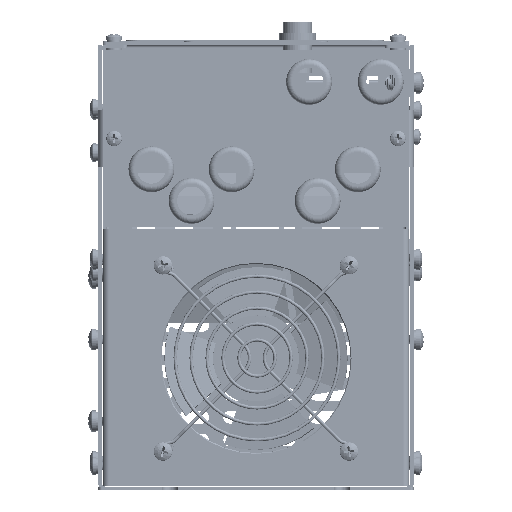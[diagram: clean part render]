
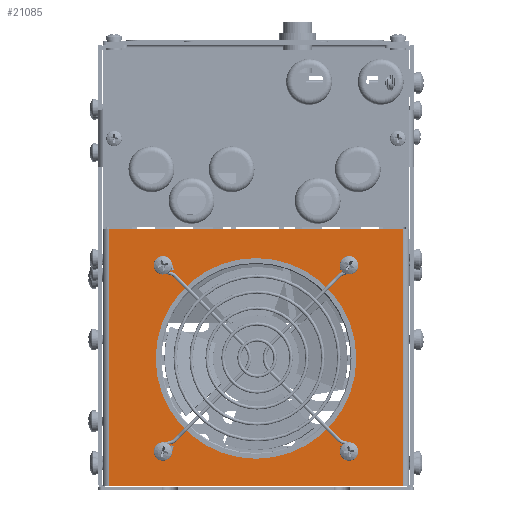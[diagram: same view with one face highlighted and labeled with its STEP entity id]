
A CAD part, left-side view. The second image highlights one B-rep face of the part: STEP entity #21085.
In plain terms, the highlighted face is planar.
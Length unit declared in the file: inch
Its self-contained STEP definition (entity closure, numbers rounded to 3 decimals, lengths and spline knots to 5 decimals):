
#2834 = CARTESIAN_POINT ( 'NONE',  ( 1.14773, 0.60098, 0. ) ) ;
#2893 = EDGE_CURVE ( 'NONE', #78762, #153273, #100506, .T. ) ;
#4643 = DIRECTION ( 'NONE',  ( -1., 0., 0. ) ) ;
#6882 = VERTEX_POINT ( 'NONE', #149466 ) ;
#8937 = ORIENTED_EDGE ( 'NONE', *, *, #87892, .F. ) ;
#9143 = VECTOR ( 'NONE', #90475, 39.37008 ) ;
#9437 = ORIENTED_EDGE ( 'NONE', *, *, #134090, .F. ) ;
#10877 = DIRECTION ( 'NONE',  ( 0., 0., 1. ) ) ;
#11818 = VERTEX_POINT ( 'NONE', #34759 ) ;
#14699 = CIRCLE ( 'NONE', #20462, 0.09675 ) ;
#16165 = CARTESIAN_POINT ( 'NONE',  ( 0.12, 4.475, 0. ) ) ;
#17171 = ORIENTED_EDGE ( 'NONE', *, *, #39545, .T. ) ;
#18203 = VERTEX_POINT ( 'NONE', #162831 ) ;
#19137 = CARTESIAN_POINT ( 'NONE',  ( 4.39577, 3.84902, 0. ) ) ;
#20037 = DIRECTION ( 'NONE',  ( 0., 0., 1. ) ) ;
#20462 = AXIS2_PLACEMENT_3D ( 'NONE', #51558, #118362, #172717 ) ;
#20701 = CIRCLE ( 'NONE', #71901, 1.75 ) ;
#21085 = ADVANCED_FACE ( 'NONE', ( #126673, #85718, #67283, #27234, #28099, #122480 ), #95809, .F. ) ;
#22521 = CIRCLE ( 'NONE', #39721, 0.09675 ) ;
#23643 = LINE ( 'NONE', #91354, #94493 ) ;
#26582 = CARTESIAN_POINT ( 'NONE',  ( 2.675, 2.225, 0. ) ) ;
#26878 = CARTESIAN_POINT ( 'NONE',  ( 4.20227, 0.60098, 0. ) ) ;
#26968 = LINE ( 'NONE', #138195, #136179 ) ;
#27234 = FACE_BOUND ( 'NONE', #68398, .T. ) ;
#27435 = DIRECTION ( 'NONE',  ( 1., 0., 0. ) ) ;
#28099 = FACE_BOUND ( 'NONE', #126837, .T. ) ;
#32243 = EDGE_CURVE ( 'NONE', #35983, #109757, #43311, .T. ) ;
#34759 = CARTESIAN_POINT ( 'NONE',  ( 0.95423, 3.84902, 0. ) ) ;
#35819 = ORIENTED_EDGE ( 'NONE', *, *, #75586, .F. ) ;
#35983 = VERTEX_POINT ( 'NONE', #100763 ) ;
#37723 = CARTESIAN_POINT ( 'NONE',  ( 0.95423, 0.60098, 0. ) ) ;
#39545 = EDGE_CURVE ( 'NONE', #6882, #18203, #23643, .T. ) ;
#39579 = EDGE_CURVE ( 'NONE', #65328, #6882, #50371, .T. ) ;
#39721 = AXIS2_PLACEMENT_3D ( 'NONE', #133770, #49284, #89387 ) ;
#40781 = CARTESIAN_POINT ( 'NONE',  ( 1.05098, 0.60098, 0. ) ) ;
#43311 = CIRCLE ( 'NONE', #134318, 0.09675 ) ;
#43861 = VERTEX_POINT ( 'NONE', #2834 ) ;
#48006 = CIRCLE ( 'NONE', #147524, 0.09675 ) ;
#49284 = DIRECTION ( 'NONE',  ( 0., 0., 1. ) ) ;
#50371 = LINE ( 'NONE', #147386, #9143 ) ;
#51558 = CARTESIAN_POINT ( 'NONE',  ( 4.29902, 3.84902, 0. ) ) ;
#51898 = DIRECTION ( 'NONE',  ( 1., 0., 0. ) ) ;
#53938 = DIRECTION ( 'NONE',  ( 0., 0., -1. ) ) ;
#55815 = EDGE_LOOP ( 'NONE', ( #8937, #69526 ) ) ;
#56242 = ORIENTED_EDGE ( 'NONE', *, *, #157017, .F. ) ;
#61469 = VECTOR ( 'NONE', #104083, 39.37008 ) ;
#65172 = CIRCLE ( 'NONE', #99413, 0.09675 ) ;
#65328 = VERTEX_POINT ( 'NONE', #93128 ) ;
#66360 = CARTESIAN_POINT ( 'NONE',  ( 4.425, 2.225, 0. ) ) ;
#67283 = FACE_BOUND ( 'NONE', #55815, .T. ) ;
#68398 = EDGE_LOOP ( 'NONE', ( #56242, #9437 ) ) ;
#69526 = ORIENTED_EDGE ( 'NONE', *, *, #2893, .F. ) ;
#70357 = CIRCLE ( 'NONE', #130136, 1.75 ) ;
#71901 = AXIS2_PLACEMENT_3D ( 'NONE', #26582, #80896, #27435 ) ;
#75586 = EDGE_CURVE ( 'NONE', #131766, #138898, #20701, .T. ) ;
#78762 = VERTEX_POINT ( 'NONE', #26878 ) ;
#79520 = ORIENTED_EDGE ( 'NONE', *, *, #153224, .F. ) ;
#80896 = DIRECTION ( 'NONE',  ( 0., 0., 1. ) ) ;
#83602 = AXIS2_PLACEMENT_3D ( 'NONE', #169829, #129710, #114600 ) ;
#85326 = CARTESIAN_POINT ( 'NONE',  ( 1.05098, 3.84902, 0. ) ) ;
#85718 = FACE_BOUND ( 'NONE', #154424, .T. ) ;
#87742 = DIRECTION ( 'NONE',  ( 0., 0., 1. ) ) ;
#87892 = EDGE_CURVE ( 'NONE', #153273, #78762, #22521, .T. ) ;
#89254 = AXIS2_PLACEMENT_3D ( 'NONE', #135840, #53938, #4643 ) ;
#89387 = DIRECTION ( 'NONE',  ( 1., 0., 0. ) ) ;
#90475 = DIRECTION ( 'NONE',  ( 1., 0., 0. ) ) ;
#90514 = DIRECTION ( 'NONE',  ( 1., 0., 0. ) ) ;
#91354 = CARTESIAN_POINT ( 'NONE',  ( 5.23, 0., 0. ) ) ;
#92004 = ORIENTED_EDGE ( 'NONE', *, *, #123278, .F. ) ;
#93128 = CARTESIAN_POINT ( 'NONE',  ( 0.12, 0., 0. ) ) ;
#93342 = DIRECTION ( 'NONE',  ( 1., 0., 0. ) ) ;
#94493 = VECTOR ( 'NONE', #131423, 39.37008 ) ;
#94963 = EDGE_CURVE ( 'NONE', #116948, #65328, #139078, .T. ) ;
#95809 = PLANE ( 'NONE',  #89254 ) ;
#96396 = DIRECTION ( 'NONE',  ( -1., 0., 0. ) ) ;
#98480 = DIRECTION ( 'NONE',  ( 1., 0., 0. ) ) ;
#98740 = EDGE_CURVE ( 'NONE', #18203, #116948, #26968, .T. ) ;
#99413 = AXIS2_PLACEMENT_3D ( 'NONE', #110961, #20037, #98480 ) ;
#100506 = CIRCLE ( 'NONE', #111898, 0.09675 ) ;
#100763 = CARTESIAN_POINT ( 'NONE',  ( 4.20227, 3.84902, 0. ) ) ;
#103057 = CARTESIAN_POINT ( 'NONE',  ( 1.14773, 3.84902, 0. ) ) ;
#104083 = DIRECTION ( 'NONE',  ( 0., -1., 0. ) ) ;
#104467 = CARTESIAN_POINT ( 'NONE',  ( 4.29902, 0.60098, 0. ) ) ;
#105395 = ORIENTED_EDGE ( 'NONE', *, *, #98740, .T. ) ;
#106148 = ORIENTED_EDGE ( 'NONE', *, *, #39579, .T. ) ;
#106398 = CIRCLE ( 'NONE', #83602, 0.09675 ) ;
#106599 = ORIENTED_EDGE ( 'NONE', *, *, #174061, .F. ) ;
#107918 = VERTEX_POINT ( 'NONE', #103057 ) ;
#109757 = VERTEX_POINT ( 'NONE', #19137 ) ;
#110961 = CARTESIAN_POINT ( 'NONE',  ( 1.05098, 3.84902, 0. ) ) ;
#111898 = AXIS2_PLACEMENT_3D ( 'NONE', #104467, #10877, #51898 ) ;
#112933 = DIRECTION ( 'NONE',  ( 1., 0., 0. ) ) ;
#114464 = CARTESIAN_POINT ( 'NONE',  ( 2.675, 2.225, 0. ) ) ;
#114600 = DIRECTION ( 'NONE',  ( 1., 0., 0. ) ) ;
#115841 = ORIENTED_EDGE ( 'NONE', *, *, #151273, .F. ) ;
#116853 = CIRCLE ( 'NONE', #156671, 0.09675 ) ;
#116948 = VERTEX_POINT ( 'NONE', #16165 ) ;
#118362 = DIRECTION ( 'NONE',  ( 0., 0., 1. ) ) ;
#122480 = FACE_OUTER_BOUND ( 'NONE', #124156, .T. ) ;
#123278 = EDGE_CURVE ( 'NONE', #11818, #107918, #65172, .T. ) ;
#124156 = EDGE_LOOP ( 'NONE', ( #172617, #106148, #17171, #105395 ) ) ;
#126608 = CARTESIAN_POINT ( 'NONE',  ( 0.12, 4.475, 0. ) ) ;
#126673 = FACE_BOUND ( 'NONE', #145488, .T. ) ;
#126837 = EDGE_LOOP ( 'NONE', ( #79520, #35819 ) ) ;
#128849 = CARTESIAN_POINT ( 'NONE',  ( 4.29902, 3.84902, 0. ) ) ;
#129710 = DIRECTION ( 'NONE',  ( 0., 0., 1. ) ) ;
#130136 = AXIS2_PLACEMENT_3D ( 'NONE', #114464, #87742, #167925 ) ;
#131423 = DIRECTION ( 'NONE',  ( 0., 1., 0. ) ) ;
#131766 = VERTEX_POINT ( 'NONE', #133681 ) ;
#133681 = CARTESIAN_POINT ( 'NONE',  ( 0.925, 2.225, 0. ) ) ;
#133770 = CARTESIAN_POINT ( 'NONE',  ( 4.29902, 0.60098, 0. ) ) ;
#134090 = EDGE_CURVE ( 'NONE', #144322, #43861, #106398, .T. ) ;
#134318 = AXIS2_PLACEMENT_3D ( 'NONE', #128849, #155573, #90514 ) ;
#135840 = CARTESIAN_POINT ( 'NONE',  ( 0., 0., 0. ) ) ;
#136179 = VECTOR ( 'NONE', #96396, 39.37008 ) ;
#138195 = CARTESIAN_POINT ( 'NONE',  ( 0., 4.475, 0. ) ) ;
#138898 = VERTEX_POINT ( 'NONE', #66360 ) ;
#139078 = LINE ( 'NONE', #126608, #61469 ) ;
#139646 = DIRECTION ( 'NONE',  ( 0., 0., 1. ) ) ;
#144322 = VERTEX_POINT ( 'NONE', #37723 ) ;
#145488 = EDGE_LOOP ( 'NONE', ( #106599, #92004 ) ) ;
#145578 = CARTESIAN_POINT ( 'NONE',  ( 4.39577, 0.60098, 0. ) ) ;
#145932 = ORIENTED_EDGE ( 'NONE', *, *, #32243, .F. ) ;
#147386 = CARTESIAN_POINT ( 'NONE',  ( 0., 0., 0. ) ) ;
#147524 = AXIS2_PLACEMENT_3D ( 'NONE', #40781, #149401, #93342 ) ;
#149401 = DIRECTION ( 'NONE',  ( 0., 0., 1. ) ) ;
#149466 = CARTESIAN_POINT ( 'NONE',  ( 5.23, 0., 0. ) ) ;
#151273 = EDGE_CURVE ( 'NONE', #109757, #35983, #14699, .T. ) ;
#153224 = EDGE_CURVE ( 'NONE', #138898, #131766, #70357, .T. ) ;
#153273 = VERTEX_POINT ( 'NONE', #145578 ) ;
#154424 = EDGE_LOOP ( 'NONE', ( #115841, #145932 ) ) ;
#155573 = DIRECTION ( 'NONE',  ( 0., 0., 1. ) ) ;
#156671 = AXIS2_PLACEMENT_3D ( 'NONE', #85326, #139646, #112933 ) ;
#157017 = EDGE_CURVE ( 'NONE', #43861, #144322, #48006, .T. ) ;
#162831 = CARTESIAN_POINT ( 'NONE',  ( 5.23, 4.475, 0. ) ) ;
#167925 = DIRECTION ( 'NONE',  ( 1., 0., 0. ) ) ;
#169829 = CARTESIAN_POINT ( 'NONE',  ( 1.05098, 0.60098, 0. ) ) ;
#172617 = ORIENTED_EDGE ( 'NONE', *, *, #94963, .T. ) ;
#172717 = DIRECTION ( 'NONE',  ( 1., 0., 0. ) ) ;
#174061 = EDGE_CURVE ( 'NONE', #107918, #11818, #116853, .T. ) ;
